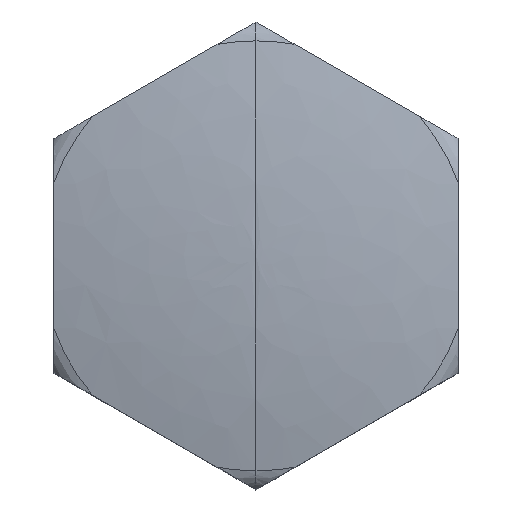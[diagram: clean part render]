
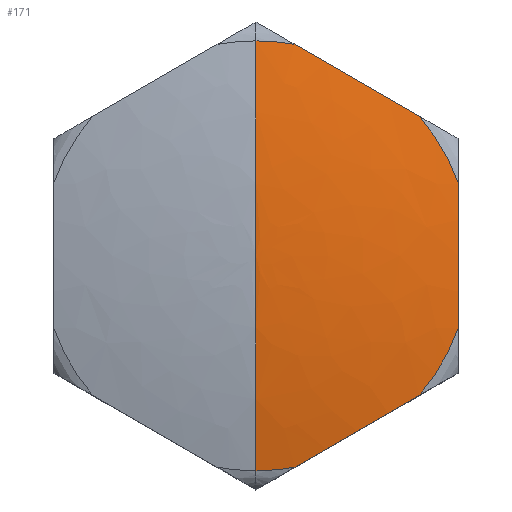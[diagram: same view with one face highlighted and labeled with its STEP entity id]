
A CAD part, top view. The second image highlights one B-rep face of the part: STEP entity #171.
In plain terms, the highlighted free-form (B-spline) face has degree [3, 3] with [4, 4] control points.
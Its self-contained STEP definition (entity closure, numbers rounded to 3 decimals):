
#20 = CIRCLE ( 'NONE', #169, 75. ) ;
#86 = EDGE_CURVE ( 'NONE', #982, #270, #1277, .T. ) ;
#96 = EDGE_CURVE ( 'NONE', #737, #1044, #1226, .T. ) ;
#113 = DIRECTION ( 'NONE',  ( 0., -1., 0. ) ) ;
#134 = CARTESIAN_POINT ( 'NONE',  ( 15., 5.323, 18.355 ) ) ;
#137 = CARTESIAN_POINT ( 'NONE',  ( 0., 0.293, -54.999 ) ) ;
#141 = CIRCLE ( 'NONE', #723, 15.917 ) ;
#151 = CARTESIAN_POINT ( 'NONE',  ( 0., 15.917, 18.355 ) ) ;
#156 = VERTEX_POINT ( 'NONE', #417 ) ;
#161 = CARTESIAN_POINT ( 'NONE',  ( 31.833, -15.917, 18.355 ) ) ;
#169 = AXIS2_PLACEMENT_3D ( 'NONE', #137, #926, #1250 ) ;
#171 = ADVANCED_FACE ( 'NONE', ( #298 ), #670, .T. ) ;
#177 = ORIENTED_EDGE ( 'NONE', *, *, #987, .T. ) ;
#223 = DIRECTION ( 'NONE',  ( 0., -1., 0. ) ) ;
#232 = DIRECTION ( 'NONE',  ( 0., 0., 1. ) ) ;
#264 = CARTESIAN_POINT ( 'NONE',  ( 0., 0., 18.355 ) ) ;
#268 = CARTESIAN_POINT ( 'NONE',  ( 0., -10.68, 19.471 ) ) ;
#270 = VERTEX_POINT ( 'NONE', #151 ) ;
#292 = DIRECTION ( 'NONE',  ( 0., -1., 0. ) ) ;
#298 = FACE_OUTER_BOUND ( 'NONE', #693, .T. ) ;
#304 = CARTESIAN_POINT ( 'NONE',  ( 2.89, -15.652, 18.355 ) ) ;
#390 = ORIENTED_EDGE ( 'NONE', *, *, #86, .T. ) ;
#402 = CARTESIAN_POINT ( 'NONE',  ( 0., 0., 18.355 ) ) ;
#417 = CARTESIAN_POINT ( 'NONE',  ( 0., 0., 20. ) ) ;
#438 = CARTESIAN_POINT ( 'NONE',  ( 15., 5.323, 18.355 ) ) ;
#463 = AXIS2_PLACEMENT_3D ( 'NONE', #264, #1084, #865 ) ;
#466 = VERTEX_POINT ( 'NONE', #1113 ) ;
#478 = ORIENTED_EDGE ( 'NONE', *, *, #548, .F. ) ;
#484 = CARTESIAN_POINT ( 'NONE',  ( 5.963, 13.878, 18.608 ) ) ;
#486 = EDGE_CURVE ( 'NONE', #737, #917, #141, .T. ) ;
#503 = ORIENTED_EDGE ( 'NONE', *, *, #486, .T. ) ;
#513 = CARTESIAN_POINT ( 'NONE',  ( 21.36, 10.68, 19.471 ) ) ;
#528 = ORIENTED_EDGE ( 'NONE', *, *, #96, .F. ) ;
#529 = B_SPLINE_CURVE_WITH_KNOTS ( 'NONE', 3,
 ( #1478, #484, #1374, #710 ),
 .UNSPECIFIED., .F., .F.,
 ( 4, 4 ),
 ( 0., 0.011 ),
 .UNSPECIFIED. ) ;
#548 = EDGE_CURVE ( 'NONE', #466, #606, #893, .T. ) ;
#555 = CARTESIAN_POINT ( 'NONE',  ( 0., 0., 18.355 ) ) ;
#604 = EDGE_CURVE ( 'NONE', #156, #911, #1181, .T. ) ;
#606 = VERTEX_POINT ( 'NONE', #304 ) ;
#624 = CARTESIAN_POINT ( 'NONE',  ( 0., 15.917, 18.355 ) ) ;
#627 = ORIENTED_EDGE ( 'NONE', *, *, #1387, .T. ) ;
#635 = CARTESIAN_POINT ( 'NONE',  ( 0., 5.354, 20.021 ) ) ;
#640 = CARTESIAN_POINT ( 'NONE',  ( 0., -15.917, 18.355 ) ) ;
#647 = CARTESIAN_POINT ( 'NONE',  ( 5.963, -13.878, 18.608 ) ) ;
#655 = AXIS2_PLACEMENT_3D ( 'NONE', #1385, #232, #113 ) ;
#657 = CARTESIAN_POINT ( 'NONE',  ( 12.11, -10.329, 18.355 ) ) ;
#670 =( BOUNDED_SURFACE ( )  B_SPLINE_SURFACE ( 3, 3, ( 
 ( #1191, #884, #1414, #1410 ),
 ( #876, #1429, #1095, #635 ),
 ( #268, #733, #513, #972 ),
 ( #640, #161, #965, #624 ) ),
 .UNSPECIFIED., .F., .F., .F. ) 
 B_SPLINE_SURFACE_WITH_KNOTS ( ( 4, 4 ),
 ( 4, 4 ),
 ( 0., 1. ),
 ( 0., 1. ),
 .UNSPECIFIED. ) 
 GEOMETRIC_REPRESENTATION_ITEM ( )  RATIONAL_B_SPLINE_SURFACE ( (
 ( 1., 0.333, 0.333, 1.),
 ( 0.996, 0.332, 0.332, 0.996),
 ( 0.996, 0.332, 0.332, 0.996),
 ( 1., 0.333, 0.333, 1.) ) ) 
 REPRESENTATION_ITEM ( '' )  SURFACE ( )  );
#693 = EDGE_LOOP ( 'NONE', ( #1265, #390, #177, #1401, #1121, #478, #627, #528, #503 ) ) ;
#710 = CARTESIAN_POINT ( 'NONE',  ( 12.11, 10.329, 18.355 ) ) ;
#723 = AXIS2_PLACEMENT_3D ( 'NONE', #402, #869, #292 ) ;
#733 = CARTESIAN_POINT ( 'NONE',  ( 21.36, -10.68, 19.471 ) ) ;
#737 = VERTEX_POINT ( 'NONE', #134 ) ;
#739 = AXIS2_PLACEMENT_3D ( 'NONE', #555, #1454, #223 ) ;
#744 = DIRECTION ( 'NONE',  ( 1., 0., 0. ) ) ;
#865 = DIRECTION ( 'NONE',  ( 0., -1., 0. ) ) ;
#869 = DIRECTION ( 'NONE',  ( 0., 0., 1. ) ) ;
#876 = CARTESIAN_POINT ( 'NONE',  ( 0., -5.354, 20.021 ) ) ;
#884 = CARTESIAN_POINT ( 'NONE',  ( 0., 0., 20. ) ) ;
#893 = B_SPLINE_CURVE_WITH_KNOTS ( 'NONE', 3,
 ( #657, #1445, #647, #993 ),
 .UNSPECIFIED., .F., .F.,
 ( 4, 4 ),
 ( 0., 0.011 ),
 .UNSPECIFIED. ) ;
#894 = AXIS2_PLACEMENT_3D ( 'NONE', #1437, #744, #1306 ) ;
#911 = VERTEX_POINT ( 'NONE', #986 ) ;
#917 = VERTEX_POINT ( 'NONE', #1239 ) ;
#920 = CARTESIAN_POINT ( 'NONE',  ( 15., -1.774, 18.608 ) ) ;
#926 = DIRECTION ( 'NONE',  ( 1., 0., 0. ) ) ;
#965 = CARTESIAN_POINT ( 'NONE',  ( 31.833, 15.917, 18.355 ) ) ;
#967 = CIRCLE ( 'NONE', #463, 15.917 ) ;
#972 = CARTESIAN_POINT ( 'NONE',  ( 0., 10.68, 19.471 ) ) ;
#979 = EDGE_CURVE ( 'NONE', #982, #917, #529, .T. ) ;
#982 = VERTEX_POINT ( 'NONE', #1171 ) ;
#986 = CARTESIAN_POINT ( 'NONE',  ( 0., -15.917, 18.355 ) ) ;
#987 = EDGE_CURVE ( 'NONE', #270, #156, #20, .T. ) ;
#993 = CARTESIAN_POINT ( 'NONE',  ( 2.89, -15.652, 18.355 ) ) ;
#1044 = VERTEX_POINT ( 'NONE', #1311 ) ;
#1078 = CIRCLE ( 'NONE', #655, 15.917 ) ;
#1084 = DIRECTION ( 'NONE',  ( 0., 0., 1. ) ) ;
#1095 = CARTESIAN_POINT ( 'NONE',  ( 10.708, 5.354, 20.021 ) ) ;
#1113 = CARTESIAN_POINT ( 'NONE',  ( 12.11, -10.329, 18.355 ) ) ;
#1121 = ORIENTED_EDGE ( 'NONE', *, *, #1472, .T. ) ;
#1171 = CARTESIAN_POINT ( 'NONE',  ( 2.89, 15.652, 18.355 ) ) ;
#1181 = CIRCLE ( 'NONE', #894, 75. ) ;
#1191 = CARTESIAN_POINT ( 'NONE',  ( 0., 0., 20. ) ) ;
#1226 = B_SPLINE_CURVE_WITH_KNOTS ( 'NONE', 3,
 ( #438, #1480, #920, #1370 ),
 .UNSPECIFIED., .F., .F.,
 ( 4, 4 ),
 ( 0., 0.011 ),
 .UNSPECIFIED. ) ;
#1239 = CARTESIAN_POINT ( 'NONE',  ( 12.11, 10.329, 18.355 ) ) ;
#1250 = DIRECTION ( 'NONE',  ( 0., -0.004, 1. ) ) ;
#1265 = ORIENTED_EDGE ( 'NONE', *, *, #979, .F. ) ;
#1277 = CIRCLE ( 'NONE', #739, 15.917 ) ;
#1306 = DIRECTION ( 'NONE',  ( 0., 0.004, 1. ) ) ;
#1311 = CARTESIAN_POINT ( 'NONE',  ( 15., -5.323, 18.355 ) ) ;
#1370 = CARTESIAN_POINT ( 'NONE',  ( 15., -5.323, 18.355 ) ) ;
#1374 = CARTESIAN_POINT ( 'NONE',  ( 9.037, 12.103, 18.608 ) ) ;
#1385 = CARTESIAN_POINT ( 'NONE',  ( 0., 0., 18.355 ) ) ;
#1387 = EDGE_CURVE ( 'NONE', #466, #1044, #1078, .T. ) ;
#1401 = ORIENTED_EDGE ( 'NONE', *, *, #604, .T. ) ;
#1410 = CARTESIAN_POINT ( 'NONE',  ( 0., 0., 20. ) ) ;
#1414 = CARTESIAN_POINT ( 'NONE',  ( 0., 0., 20. ) ) ;
#1429 = CARTESIAN_POINT ( 'NONE',  ( 10.708, -5.354, 20.021 ) ) ;
#1437 = CARTESIAN_POINT ( 'NONE',  ( 0., -0.293, -54.999 ) ) ;
#1445 = CARTESIAN_POINT ( 'NONE',  ( 9.037, -12.103, 18.608 ) ) ;
#1454 = DIRECTION ( 'NONE',  ( 0., 0., 1. ) ) ;
#1472 = EDGE_CURVE ( 'NONE', #911, #606, #967, .T. ) ;
#1478 = CARTESIAN_POINT ( 'NONE',  ( 2.89, 15.652, 18.355 ) ) ;
#1480 = CARTESIAN_POINT ( 'NONE',  ( 15., 1.774, 18.608 ) ) ;
